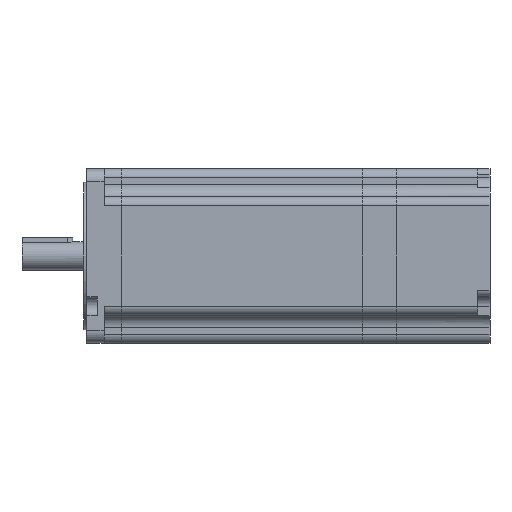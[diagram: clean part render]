
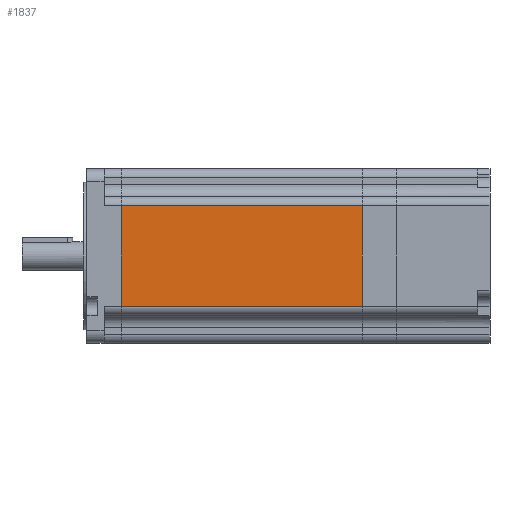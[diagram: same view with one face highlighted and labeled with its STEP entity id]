
A CAD part, left-side view. The second image highlights one B-rep face of the part: STEP entity #1837.
In plain terms, the highlighted planar face has unit normal (-1, 0, 0).
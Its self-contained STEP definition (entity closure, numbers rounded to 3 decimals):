
#31 = VECTOR ( 'NONE', #5189, 1000. ) ;
#259 = CARTESIAN_POINT ( 'NONE',  ( 0., 0., -67.8 ) ) ;
#564 = VECTOR ( 'NONE', #5141, 1000. ) ;
#818 = PLANE ( 'NONE',  #6030 ) ;
#1124 = ORIENTED_EDGE ( 'NONE', *, *, #5443, .F. ) ;
#1195 = EDGE_CURVE ( 'NONE', #2782, #4802, #6566, .T. ) ;
#1427 = CARTESIAN_POINT ( 'NONE',  ( 0., 0., -67.8 ) ) ;
#1671 = LINE ( 'NONE', #3851, #6356 ) ;
#1837 = ADVANCED_FACE ( 'NONE', ( #3037 ), #818, .F. ) ;
#2190 = VERTEX_POINT ( 'NONE', #7755 ) ;
#2782 = VERTEX_POINT ( 'NONE', #1427 ) ;
#2812 = EDGE_CURVE ( 'NONE', #2190, #2782, #5462, .T. ) ;
#3037 = FACE_OUTER_BOUND ( 'NONE', #7219, .T. ) ;
#3385 = LINE ( 'NONE', #3815, #6421 ) ;
#3815 = CARTESIAN_POINT ( 'NONE',  ( 0., 119., -18.2 ) ) ;
#3851 = CARTESIAN_POINT ( 'NONE',  ( 0., 119., -67.8 ) ) ;
#3925 = DIRECTION ( 'NONE',  ( 0., 0., -1. ) ) ;
#4241 = EDGE_CURVE ( 'NONE', #7863, #4802, #3385, .T. ) ;
#4271 = ORIENTED_EDGE ( 'NONE', *, *, #1195, .T. ) ;
#4357 = ORIENTED_EDGE ( 'NONE', *, *, #2812, .T. ) ;
#4472 = DIRECTION ( 'NONE',  ( 0., 0., 1. ) ) ;
#4802 = VERTEX_POINT ( 'NONE', #7537 ) ;
#5141 = DIRECTION ( 'NONE',  ( 0., -1., 0. ) ) ;
#5189 = DIRECTION ( 'NONE',  ( 0., 0., 1. ) ) ;
#5359 = CARTESIAN_POINT ( 'NONE',  ( 0., 119., -18.2 ) ) ;
#5443 = EDGE_CURVE ( 'NONE', #2190, #7863, #1671, .T. ) ;
#5462 = LINE ( 'NONE', #6939, #564 ) ;
#5601 = DIRECTION ( 'NONE',  ( 0., -1., 0. ) ) ;
#5717 = CARTESIAN_POINT ( 'NONE',  ( 0., 119., -67.8 ) ) ;
#6030 = AXIS2_PLACEMENT_3D ( 'NONE', #5717, #7544, #3925 ) ;
#6356 = VECTOR ( 'NONE', #4472, 1000. ) ;
#6421 = VECTOR ( 'NONE', #5601, 1000. ) ;
#6566 = LINE ( 'NONE', #259, #31 ) ;
#6939 = CARTESIAN_POINT ( 'NONE',  ( 0., 119., -67.8 ) ) ;
#7219 = EDGE_LOOP ( 'NONE', ( #4271, #7369, #1124, #4357 ) ) ;
#7369 = ORIENTED_EDGE ( 'NONE', *, *, #4241, .F. ) ;
#7537 = CARTESIAN_POINT ( 'NONE',  ( 0., 0., -18.2 ) ) ;
#7544 = DIRECTION ( 'NONE',  ( 1., 0., 0. ) ) ;
#7755 = CARTESIAN_POINT ( 'NONE',  ( 0., 119., -67.8 ) ) ;
#7863 = VERTEX_POINT ( 'NONE', #5359 ) ;
